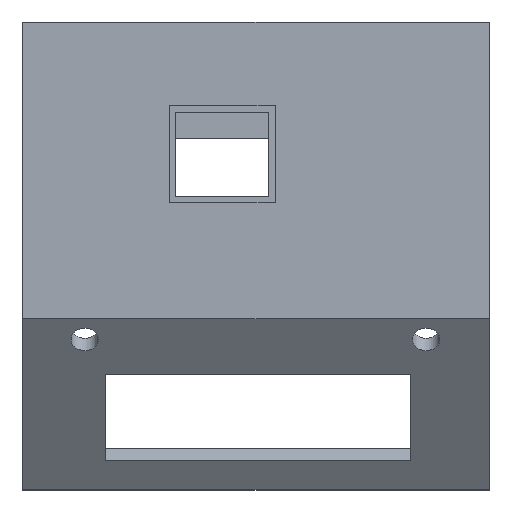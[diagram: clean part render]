
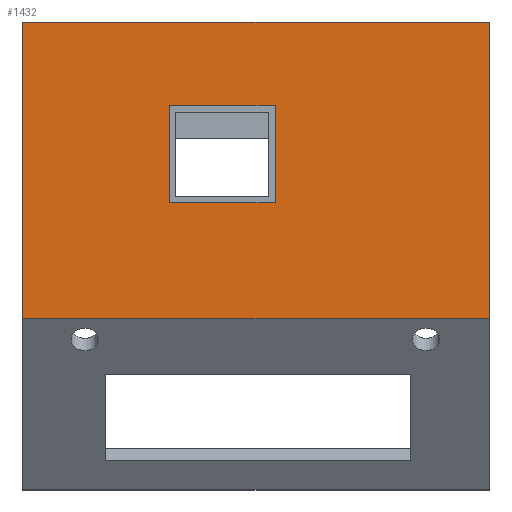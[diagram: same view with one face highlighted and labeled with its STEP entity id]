
A CAD part, top view. The second image highlights one B-rep face of the part: STEP entity #1432.
In plain terms, the highlighted planar face has unit normal (0, 0, 1).
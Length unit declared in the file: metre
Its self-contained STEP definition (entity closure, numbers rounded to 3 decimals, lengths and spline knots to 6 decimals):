
#143=ORIENTED_EDGE('',*,*,#506,.T.);
#144=ORIENTED_EDGE('',*,*,#498,.T.);
#145=ORIENTED_EDGE('',*,*,#507,.F.);
#146=ORIENTED_EDGE('',*,*,#508,.F.);
#147=ORIENTED_EDGE('',*,*,#509,.F.);
#148=ORIENTED_EDGE('',*,*,#510,.T.);
#149=ORIENTED_EDGE('',*,*,#511,.T.);
#150=ORIENTED_EDGE('',*,*,#512,.F.);
#498=EDGE_CURVE('',#680,#679,#814,.T.);
#506=EDGE_CURVE('',#685,#680,#822,.T.);
#507=EDGE_CURVE('',#686,#679,#823,.T.);
#508=EDGE_CURVE('',#685,#686,#824,.T.);
#509=EDGE_CURVE('',#687,#688,#825,.T.);
#510=EDGE_CURVE('',#687,#689,#826,.T.);
#511=EDGE_CURVE('',#689,#690,#827,.T.);
#512=EDGE_CURVE('',#688,#690,#828,.T.);
#679=VERTEX_POINT('',#2189);
#680=VERTEX_POINT('',#2191);
#685=VERTEX_POINT('',#2206);
#686=VERTEX_POINT('',#2208);
#687=VERTEX_POINT('',#2211);
#688=VERTEX_POINT('',#2212);
#689=VERTEX_POINT('',#2214);
#690=VERTEX_POINT('',#2216);
#814=LINE('',#2190,#966);
#822=LINE('',#2205,#974);
#823=LINE('',#2207,#975);
#824=LINE('',#2209,#976);
#825=LINE('',#2210,#977);
#826=LINE('',#2213,#978);
#827=LINE('',#2215,#979);
#828=LINE('',#2217,#980);
#966=VECTOR('',#1771,1.);
#974=VECTOR('',#1783,1.);
#975=VECTOR('',#1784,1.);
#976=VECTOR('',#1785,1.);
#977=VECTOR('',#1786,1.);
#978=VECTOR('',#1787,1.);
#979=VECTOR('',#1788,1.);
#980=VECTOR('',#1789,1.);
#1102=EDGE_LOOP('',(#143,#144,#145,#146));
#1103=EDGE_LOOP('',(#147,#148,#149,#150));
#1232=FACE_BOUND('',#1102,.T.);
#1233=FACE_BOUND('',#1103,.T.);
#1361=PLANE('',#1621);
#1432=ADVANCED_FACE('',(#1232,#1233),#1361,.F.);
#1621=AXIS2_PLACEMENT_3D('',#2204,#1781,#1782);
#1771=DIRECTION('',(1.,0.,0.));
#1781=DIRECTION('',(0.,0.,-1.));
#1782=DIRECTION('',(1.,0.,0.));
#1783=DIRECTION('',(0.,-1.,0.));
#1784=DIRECTION('',(0.,-1.,0.));
#1785=DIRECTION('',(1.,0.,0.));
#1786=DIRECTION('',(1.,0.,0.));
#1787=DIRECTION('',(0.,1.,0.));
#1788=DIRECTION('',(1.,0.,0.));
#1789=DIRECTION('',(0.,1.,0.));
#2189=CARTESIAN_POINT('',(0.11,-0.07,0.042));
#2190=CARTESIAN_POINT('',(0.055,-0.07,0.042));
#2191=CARTESIAN_POINT('',(0.,-0.07,0.042));
#2204=CARTESIAN_POINT('',(0.055,-0.035,0.042));
#2205=CARTESIAN_POINT('',(0.,-0.035,0.042));
#2206=CARTESIAN_POINT('',(0.,0.,0.042));
#2207=CARTESIAN_POINT('',(0.11,-0.035,0.042));
#2208=CARTESIAN_POINT('',(0.11,0.,0.042));
#2209=CARTESIAN_POINT('',(0.055,0.,0.042));
#2210=CARTESIAN_POINT('',(0.055,-0.042606,0.042));
#2211=CARTESIAN_POINT('',(0.034521,-0.042606,0.042));
#2212=CARTESIAN_POINT('',(0.059521,-0.042606,0.042));
#2213=CARTESIAN_POINT('',(0.034521,-0.035,0.042));
#2214=CARTESIAN_POINT('',(0.034521,-0.019606,0.042));
#2215=CARTESIAN_POINT('',(0.055,-0.019606,0.042));
#2216=CARTESIAN_POINT('',(0.059521,-0.019606,0.042));
#2217=CARTESIAN_POINT('',(0.059521,-0.035,0.042));
